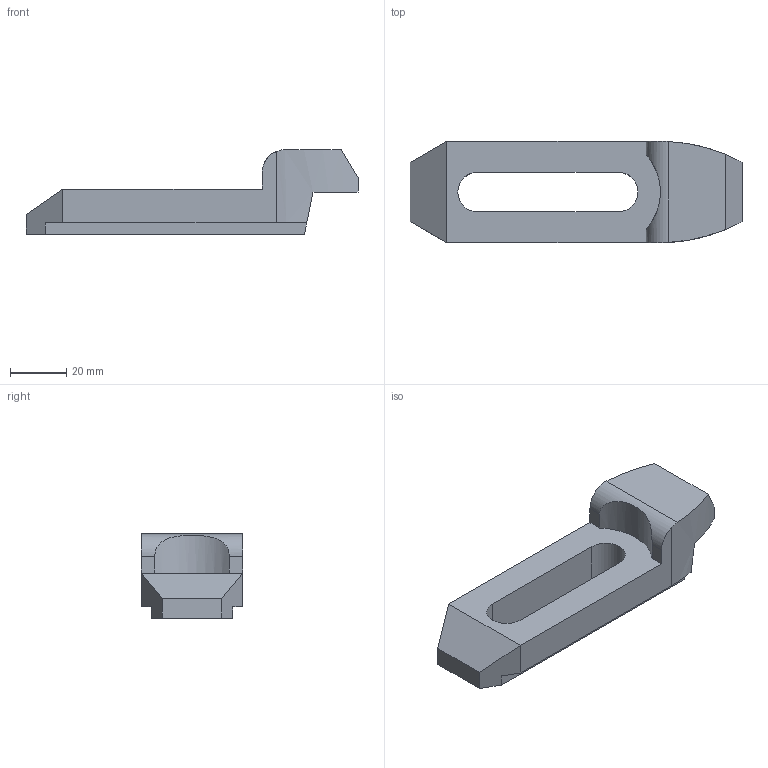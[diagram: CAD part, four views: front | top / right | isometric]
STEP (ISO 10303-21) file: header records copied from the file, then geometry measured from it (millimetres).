
FILE_DESCRIPTION (( 'STEP AP203' ), '1' );
FILE_NAME ('bj151-12118.STEP', '2021-10-24T23:46:20', ( '' ), ( '' ), 'SwSTEP 2.0', 'SolidWorks 2020', '' );
FILE_SCHEMA (( 'CONFIG_CONTROL_DESIGN' ));
Length unit declared in the file: millimetre
Products named in the file (1): bj151-12118
Bounding box: 118 x 36 x 30 mm (x, y, z)
Volume: 52008.4 mm3; surface area: 14015.1 mm2
Topology: 1 solids, 1 shells, 28 faces, 78 edges, 52 vertices
Faces by surface type: plane 21, cylinder 7
Entity records: 1035 total; most frequent: CARTESIAN_POINT 234, ORIENTED_EDGE 156, DIRECTION 144, EDGE_CURVE 78, VECTOR 56, LINE 56, VERTEX_POINT 52, AXIS2_PLACEMENT_3D 44
